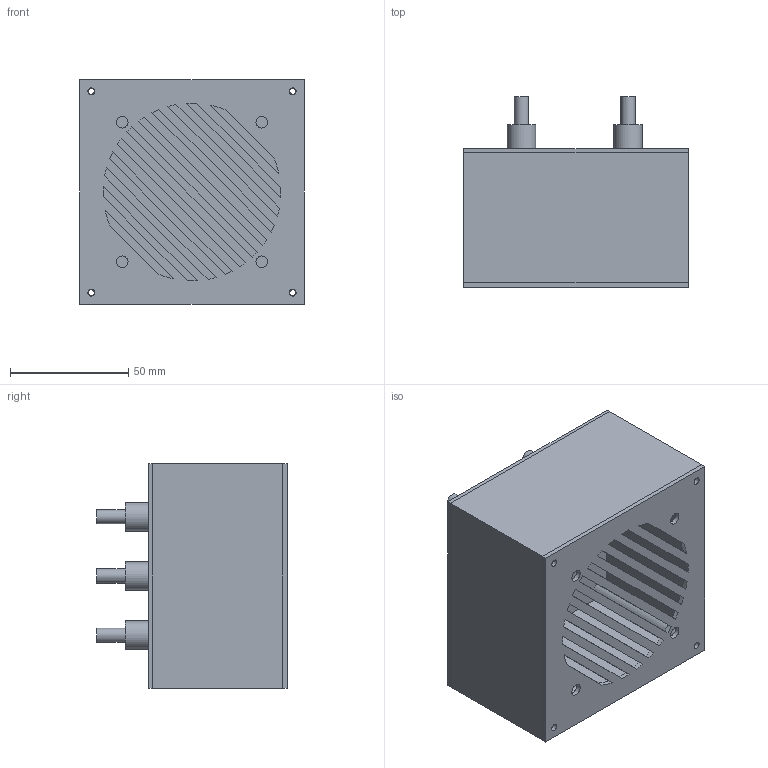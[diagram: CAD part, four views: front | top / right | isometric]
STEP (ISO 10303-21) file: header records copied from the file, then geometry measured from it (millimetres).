
FILE_DESCRIPTION(/* description */ (''),/* implementation_level */ '2;1');
FILE_NAME(/* name */ 'SYNTHBOX v1.step',/* time_stamp */ '2023-05-14T00:52:51+05:30',/* author */ (''),/* organization */ (''),/* preprocessor_version */ 'ST-DEVELOPER v19.2',/* originating_system */ 'Autodesk Translation Framework v12.4.0.73',/* authorisation */ '');
FILE_SCHEMA (('AUTOMOTIVE_DESIGN { 1 0 10303 214 3 1 1 }'));
Length unit declared in the file: millimetre
Products named in the file (4): SYNTHBOX; SPEAKER GRILL; MAIN PCB; MID
Assembly tree (3 placements, depth 2):
  SYNTHBOX
    SPEAKER GRILL
    MAIN PCB
    MID
Bounding box: 95 x 80.5 x 95 mm (x, y, z)
Volume: 87081.2 mm3; surface area: 83816.2 mm2
Topology: 3 solids, 3 shells, 106 faces, 270 edges, 180 vertices
Faces by surface type: plane 54, cylinder 52
Full cylindrical faces by diameter (mm): 2.4 x4, 3 x8, 5 x4, 6 x5, 12 x5
Entity records: 3467 total; most frequent: DIRECTION 600, CARTESIAN_POINT 563, ORIENTED_EDGE 540, EDGE_CURVE 270, AXIS2_PLACEMENT_3D 217, VERTEX_POINT 180, EDGE_LOOP 172, LINE 166
